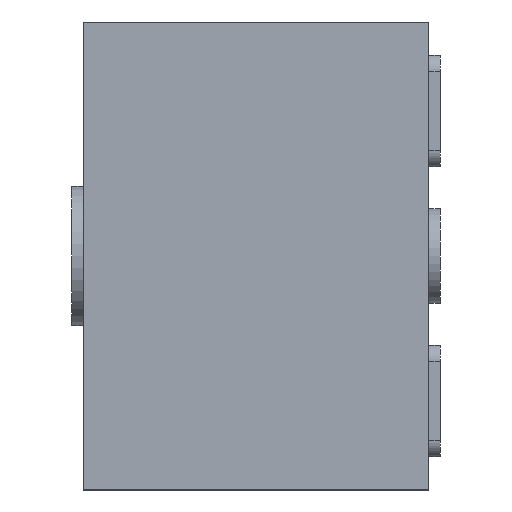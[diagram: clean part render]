
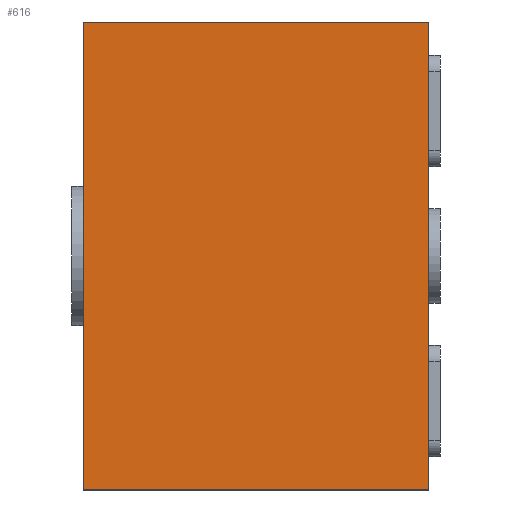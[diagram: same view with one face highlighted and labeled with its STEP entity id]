
A CAD part, left-side view. The second image highlights one B-rep face of the part: STEP entity #616.
In plain terms, the highlighted planar face has unit normal (-1, 0, 0).
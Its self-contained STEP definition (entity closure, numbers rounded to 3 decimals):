
#118 = LINE ( 'NONE', #1704, #2425 ) ;
#150 = EDGE_LOOP ( 'NONE', ( #1389, #943, #1508, #237 ) ) ;
#157 = DIRECTION ( 'NONE',  ( 0., 0., 1. ) ) ;
#237 = ORIENTED_EDGE ( 'NONE', *, *, #1156, .T. ) ;
#286 = AXIS2_PLACEMENT_3D ( 'NONE', #1112, #1478, #1904 ) ;
#513 = VERTEX_POINT ( 'NONE', #2464 ) ;
#616 = ADVANCED_FACE ( 'NONE', ( #1263 ), #2098, .F. ) ;
#771 = CARTESIAN_POINT ( 'NONE',  ( -0.795, 0.31, 0.42 ) ) ;
#943 = ORIENTED_EDGE ( 'NONE', *, *, #1986, .F. ) ;
#1008 = DIRECTION ( 'NONE',  ( 0., -1., 0. ) ) ;
#1112 = CARTESIAN_POINT ( 'NONE',  ( -0.795, 0.31, 0.42 ) ) ;
#1116 = VERTEX_POINT ( 'NONE', #771 ) ;
#1156 = EDGE_CURVE ( 'NONE', #2068, #2411, #1368, .T. ) ;
#1263 = FACE_OUTER_BOUND ( 'NONE', #150, .T. ) ;
#1336 = CARTESIAN_POINT ( 'NONE',  ( -0.795, -0.31, 0.42 ) ) ;
#1340 = VECTOR ( 'NONE', #2445, 1000. ) ;
#1342 = DIRECTION ( 'NONE',  ( 0., 0., 1. ) ) ;
#1368 = LINE ( 'NONE', #1996, #2210 ) ;
#1389 = ORIENTED_EDGE ( 'NONE', *, *, #1429, .T. ) ;
#1429 = EDGE_CURVE ( 'NONE', #2411, #513, #1929, .T. ) ;
#1474 = LINE ( 'NONE', #1845, #1340 ) ;
#1478 = DIRECTION ( 'NONE',  ( 1., 0., 0. ) ) ;
#1508 = ORIENTED_EDGE ( 'NONE', *, *, #2082, .F. ) ;
#1704 = CARTESIAN_POINT ( 'NONE',  ( -0.795, 0.31, 0.42 ) ) ;
#1840 = CARTESIAN_POINT ( 'NONE',  ( -0.795, -0.31, -0.419 ) ) ;
#1845 = CARTESIAN_POINT ( 'NONE',  ( -0.795, 0.31, 0.42 ) ) ;
#1904 = DIRECTION ( 'NONE',  ( 0., 0., -1. ) ) ;
#1929 = LINE ( 'NONE', #1336, #2313 ) ;
#1986 = EDGE_CURVE ( 'NONE', #1116, #513, #1474, .T. ) ;
#1996 = CARTESIAN_POINT ( 'NONE',  ( -0.795, 0.31, -0.419 ) ) ;
#2068 = VERTEX_POINT ( 'NONE', #2142 ) ;
#2082 = EDGE_CURVE ( 'NONE', #2068, #1116, #118, .T. ) ;
#2098 = PLANE ( 'NONE',  #286 ) ;
#2142 = CARTESIAN_POINT ( 'NONE',  ( -0.795, 0.31, -0.419 ) ) ;
#2210 = VECTOR ( 'NONE', #1008, 1000. ) ;
#2313 = VECTOR ( 'NONE', #157, 1000. ) ;
#2411 = VERTEX_POINT ( 'NONE', #1840 ) ;
#2425 = VECTOR ( 'NONE', #1342, 1000. ) ;
#2445 = DIRECTION ( 'NONE',  ( 0., -1., 0. ) ) ;
#2464 = CARTESIAN_POINT ( 'NONE',  ( -0.795, -0.31, 0.42 ) ) ;
